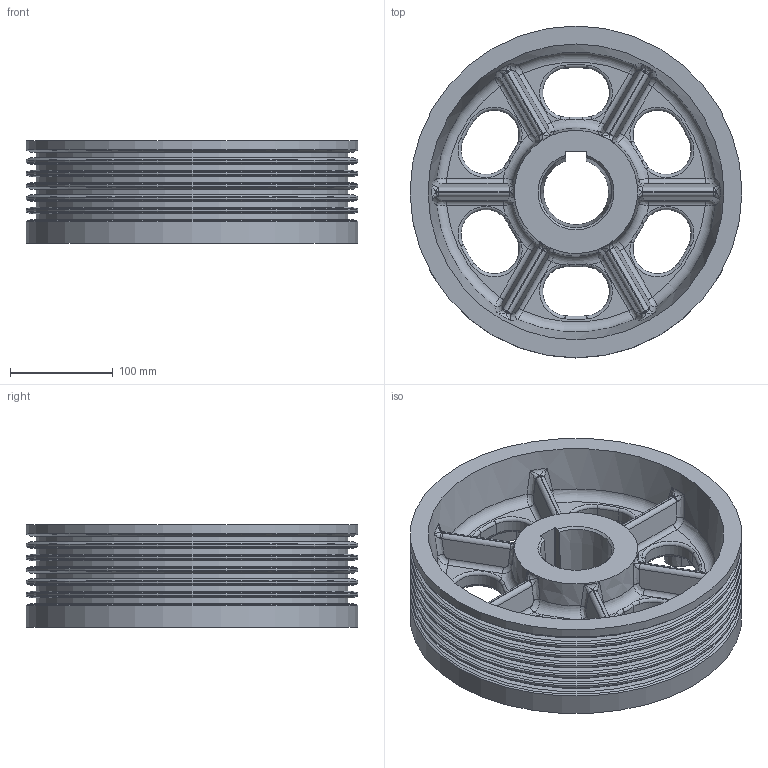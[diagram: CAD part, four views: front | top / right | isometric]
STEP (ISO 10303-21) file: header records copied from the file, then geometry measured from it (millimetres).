
FILE_DESCRIPTION (( 'STEP AP203' ), '1' );
FILE_NAME ('kvsh6.STEP', '2022-11-01T12:44:29', ( '' ), ( '' ), '', '', '' );
FILE_SCHEMA (( 'CONFIG_CONTROL_DESIGN' ));
Length unit declared in the file: millimetre
Products named in the file (1): kvsh6
Bounding box: 323 x 323 x 100 mm (x, y, z)
Volume: 2940168.6 mm3; surface area: 454699.6 mm2
Topology: 1 solids, 1 shells, 426 faces, 1018 edges, 573 vertices
Faces by surface type: bspline 144, torus 109, cylinder 83, plane 56, cone 34
Full cylindrical faces by diameter (mm): 10.25 x8, 303 x6, 323 x7
Entity records: 18335 total; most frequent: CARTESIAN_POINT 9753, ORIENTED_EDGE 1836, DIRECTION 1660, EDGE_CURVE 918, AXIS2_PLACEMENT_3D 765, VERTEX_POINT 562, EDGE_LOOP 508, CIRCLE 482
